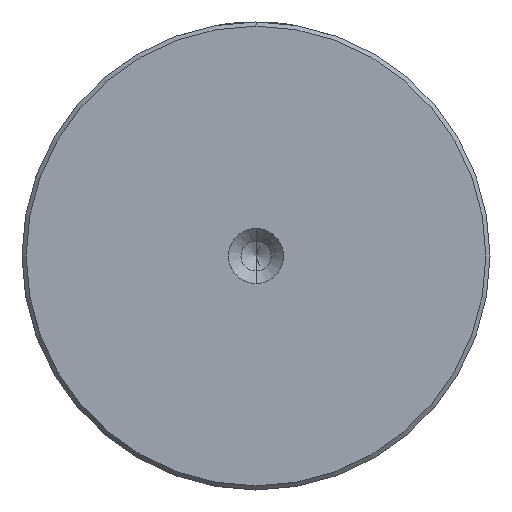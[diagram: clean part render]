
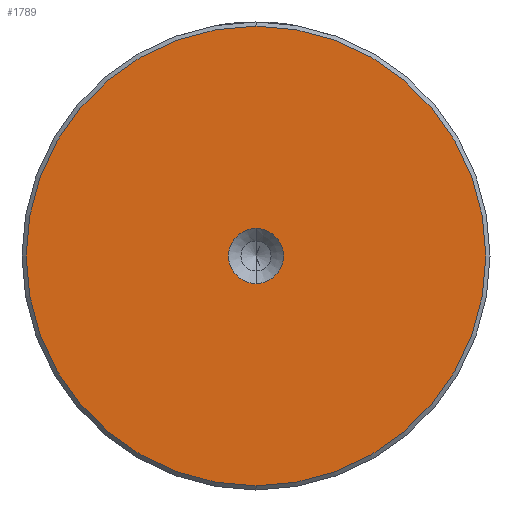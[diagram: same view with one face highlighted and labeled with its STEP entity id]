
A CAD part, left-side view. The second image highlights one B-rep face of the part: STEP entity #1789.
In plain terms, the highlighted planar face has unit normal (-1, 0, 0).
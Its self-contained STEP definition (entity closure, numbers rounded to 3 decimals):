
#20 = AXIS2_PLACEMENT_3D ( 'NONE', #1125, #2462, #1329 ) ;
#60 = VERTEX_POINT ( 'NONE', #2435 ) ;
#131 = ORIENTED_EDGE ( 'NONE', *, *, #1825, .T. ) ;
#139 = CARTESIAN_POINT ( 'NONE',  ( 0., 0., 0. ) ) ;
#162 = ORIENTED_EDGE ( 'NONE', *, *, #1213, .T. ) ;
#295 = PLANE ( 'NONE',  #2148 ) ;
#318 = CARTESIAN_POINT ( 'NONE',  ( 0., 0., 3.3 ) ) ;
#331 = DIRECTION ( 'NONE',  ( 0., 0., 1. ) ) ;
#430 = CIRCLE ( 'NONE', #2096, 3.3 ) ;
#481 = CARTESIAN_POINT ( 'NONE',  ( 0., 0., 0. ) ) ;
#570 = EDGE_CURVE ( 'NONE', #2480, #2327, #430, .T. ) ;
#809 = CARTESIAN_POINT ( 'NONE',  ( 0., 0., -3.3 ) ) ;
#820 = CARTESIAN_POINT ( 'NONE',  ( 0., 0., 0. ) ) ;
#821 = DIRECTION ( 'NONE',  ( 0., 0., 1. ) ) ;
#919 = CARTESIAN_POINT ( 'NONE',  ( 0., 0., -27.5 ) ) ;
#1055 = CIRCLE ( 'NONE', #20, 3.3 ) ;
#1115 = VERTEX_POINT ( 'NONE', #919 ) ;
#1125 = CARTESIAN_POINT ( 'NONE',  ( 0., 0., 0. ) ) ;
#1213 = EDGE_CURVE ( 'NONE', #1115, #60, #1863, .T. ) ;
#1243 = ORIENTED_EDGE ( 'NONE', *, *, #570, .F. ) ;
#1329 = DIRECTION ( 'NONE',  ( 0., 0., 1. ) ) ;
#1426 = AXIS2_PLACEMENT_3D ( 'NONE', #820, #1985, #821 ) ;
#1459 = DIRECTION ( 'NONE',  ( -1., 0., 0. ) ) ;
#1505 = DIRECTION ( 'NONE',  ( -1., 0., 0. ) ) ;
#1585 = EDGE_LOOP ( 'NONE', ( #162, #131 ) ) ;
#1615 = DIRECTION ( 'NONE',  ( 0., 0., 1. ) ) ;
#1731 = CIRCLE ( 'NONE', #2376, 27.5 ) ;
#1789 = ADVANCED_FACE ( 'NONE', ( #2202, #2158 ), #295, .T. ) ;
#1790 = DIRECTION ( 'NONE',  ( -1., 0., 0. ) ) ;
#1800 = CARTESIAN_POINT ( 'NONE',  ( 0., 0., 0. ) ) ;
#1825 = EDGE_CURVE ( 'NONE', #60, #1115, #1731, .T. ) ;
#1863 = CIRCLE ( 'NONE', #1426, 27.5 ) ;
#1864 = EDGE_CURVE ( 'NONE', #2327, #2480, #1055, .T. ) ;
#1985 = DIRECTION ( 'NONE',  ( -1., 0., 0. ) ) ;
#2040 = DIRECTION ( 'NONE',  ( 0., 0., 1. ) ) ;
#2096 = AXIS2_PLACEMENT_3D ( 'NONE', #1800, #1790, #1615 ) ;
#2148 = AXIS2_PLACEMENT_3D ( 'NONE', #481, #1459, #2040 ) ;
#2158 = FACE_BOUND ( 'NONE', #2417, .T. ) ;
#2202 = FACE_OUTER_BOUND ( 'NONE', #1585, .T. ) ;
#2291 = ORIENTED_EDGE ( 'NONE', *, *, #1864, .F. ) ;
#2327 = VERTEX_POINT ( 'NONE', #318 ) ;
#2376 = AXIS2_PLACEMENT_3D ( 'NONE', #139, #1505, #331 ) ;
#2417 = EDGE_LOOP ( 'NONE', ( #2291, #1243 ) ) ;
#2435 = CARTESIAN_POINT ( 'NONE',  ( 0., 0., 27.5 ) ) ;
#2462 = DIRECTION ( 'NONE',  ( -1., 0., 0. ) ) ;
#2480 = VERTEX_POINT ( 'NONE', #809 ) ;
